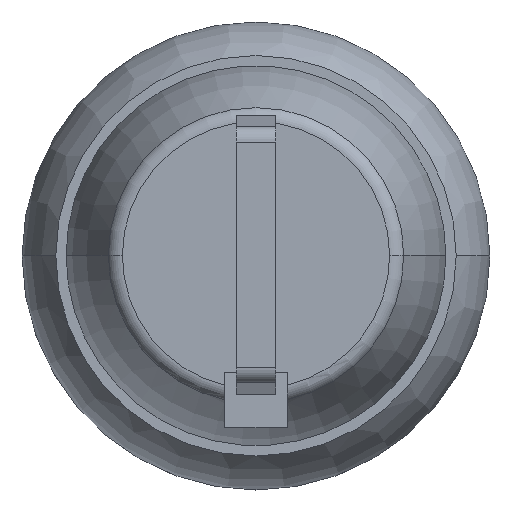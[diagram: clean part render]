
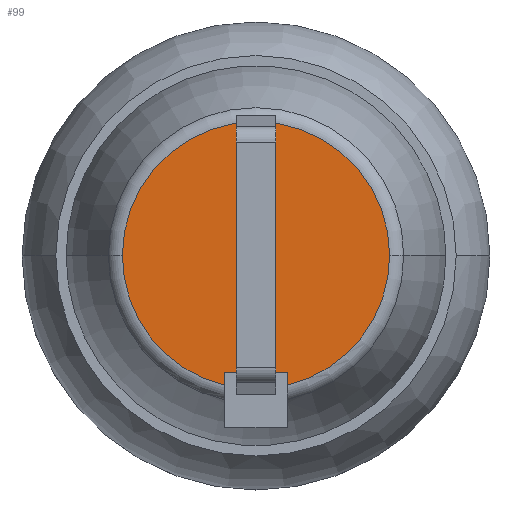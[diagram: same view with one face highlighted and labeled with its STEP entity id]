
A CAD part, top view. The second image highlights one B-rep face of the part: STEP entity #99.
In plain terms, the highlighted planar face has unit normal (0, 0, 1).
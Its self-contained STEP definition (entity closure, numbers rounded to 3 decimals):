
#99=ADVANCED_FACE('',(#212,#213),#214,.T.);
#212=FACE_BOUND('',#373,.T.);
#213=FACE_OUTER_BOUND('',#374,.T.);
#214=PLANE('',#375);
#373=EDGE_LOOP('',(#734,#735,#736,#737));
#374=EDGE_LOOP('',(#738,#739,#740,#741,#742,#743));
#375=AXIS2_PLACEMENT_3D('',#744,#745,#746);
#734=ORIENTED_EDGE('',*,*,#1157,.T.);
#735=ORIENTED_EDGE('',*,*,#1144,.T.);
#736=ORIENTED_EDGE('',*,*,#1160,.T.);
#737=ORIENTED_EDGE('',*,*,#1181,.T.);
#738=ORIENTED_EDGE('',*,*,#1182,.T.);
#739=ORIENTED_EDGE('',*,*,#1198,.T.);
#740=ORIENTED_EDGE('',*,*,#1191,.T.);
#741=ORIENTED_EDGE('',*,*,#1200,.T.);
#742=ORIENTED_EDGE('',*,*,#1126,.T.);
#743=ORIENTED_EDGE('',*,*,#1123,.T.);
#744=CARTESIAN_POINT('',(0.,4.27,-22.2));
#745=DIRECTION('',(0.,-0.0,1.0));
#746=DIRECTION('',(0.0,1.0,0.0));
#1123=EDGE_CURVE('',#1346,#1351,#1353,.T.);
#1126=EDGE_CURVE('',#1355,#1346,#1358,.T.);
#1144=EDGE_CURVE('',#1387,#1388,#1389,.T.);
#1157=EDGE_CURVE('',#1412,#1387,#1413,.T.);
#1160=EDGE_CURVE('',#1388,#1417,#1418,.T.);
#1181=EDGE_CURVE('',#1417,#1412,#1448,.T.);
#1182=EDGE_CURVE('',#1351,#1449,#1450,.T.);
#1191=EDGE_CURVE('',#1465,#1466,#1467,.T.);
#1198=EDGE_CURVE('',#1449,#1465,#1477,.T.);
#1200=EDGE_CURVE('',#1466,#1355,#1479,.T.);
#1346=VERTEX_POINT('',#1691);
#1351=VERTEX_POINT('',#1696);
#1353=CIRCLE('',#1721,8.539);
#1355=VERTEX_POINT('',#1723);
#1358=CIRCLE('',#1726,8.539);
#1387=VERTEX_POINT('',#1763);
#1388=VERTEX_POINT('',#1764);
#1389=LINE('',#1765,#1766);
#1412=VERTEX_POINT('',#1794);
#1413=LINE('',#1795,#1796);
#1417=VERTEX_POINT('',#1802);
#1418=LINE('',#1803,#1804);
#1448=LINE('',#1847,#1848);
#1449=VERTEX_POINT('',#1849);
#1450=LINE('',#1850,#1851);
#1465=VERTEX_POINT('',#1875);
#1466=VERTEX_POINT('',#1876);
#1467=LINE('',#1877,#1878);
#1477=LINE('',#1918,#1919);
#1479=CIRCLE('',#1922,8.539);
#1691=CARTESIAN_POINT('',(-8.539,0.,-22.2));
#1696=CARTESIAN_POINT('',(-2.0,-8.302,-22.2));
#1721=AXIS2_PLACEMENT_3D('',#2189,#2190,#2191);
#1723=CARTESIAN_POINT('',(8.539,0.,-22.2));
#1726=AXIS2_PLACEMENT_3D('',#2198,#2199,#2200);
#1763=CARTESIAN_POINT('',(1.25,4.,-22.2));
#1764=CARTESIAN_POINT('',(1.25,-4.,-22.2));
#1765=CARTESIAN_POINT('',(1.25,3.952,-22.2));
#1766=VECTOR('',#2236,1.0);
#1794=CARTESIAN_POINT('',(-1.25,4.,-22.2));
#1795=CARTESIAN_POINT('',(0.625,4.,-22.2));
#1796=VECTOR('',#2263,1.0);
#1802=CARTESIAN_POINT('',(-1.25,-4.,-22.2));
#1803=CARTESIAN_POINT('',(-0.625,-4.,-22.2));
#1804=VECTOR('',#2266,1.0);
#1847=CARTESIAN_POINT('',(-1.25,3.952,-22.2));
#1848=VECTOR('',#2301,1.0);
#1849=CARTESIAN_POINT('',(-2.0,-7.5,-22.2));
#1850=CARTESIAN_POINT('',(-2.0,-2.49,-22.2));
#1851=VECTOR('',#2302,1.0);
#1875=CARTESIAN_POINT('',(2.0,-7.5,-22.2));
#1876=CARTESIAN_POINT('',(2.0,-8.302,-22.2));
#1877=CARTESIAN_POINT('',(2.0,-2.49,-22.2));
#1878=VECTOR('',#2312,1.0);
#1918=CARTESIAN_POINT('',(0.,-7.5,-22.2));
#1919=VECTOR('',#2317,1.0);
#1922=AXIS2_PLACEMENT_3D('',#2319,#2320,#2321);
#2189=CARTESIAN_POINT('',(0.,0.0,-22.2));
#2190=DIRECTION('',(0.,-0.0,1.0));
#2191=DIRECTION('',(0.0,1.0,0.0));
#2198=CARTESIAN_POINT('',(0.,0.0,-22.2));
#2199=DIRECTION('',(0.,-0.0,1.0));
#2200=DIRECTION('',(0.0,1.0,0.0));
#2236=DIRECTION('',(0.0,-1.0,0.0));
#2263=DIRECTION('',(1.0,0.0,0.));
#2266=DIRECTION('',(-1.0,0.,0.));
#2301=DIRECTION('',(0.0,1.0,0.0));
#2302=DIRECTION('',(0.0,1.0,0.0));
#2312=DIRECTION('',(0.0,-1.0,0.0));
#2317=DIRECTION('',(1.0,0.0,0.));
#2319=CARTESIAN_POINT('',(0.,0.0,-22.2));
#2320=DIRECTION('',(0.,-0.0,1.0));
#2321=DIRECTION('',(0.0,1.0,0.0));
